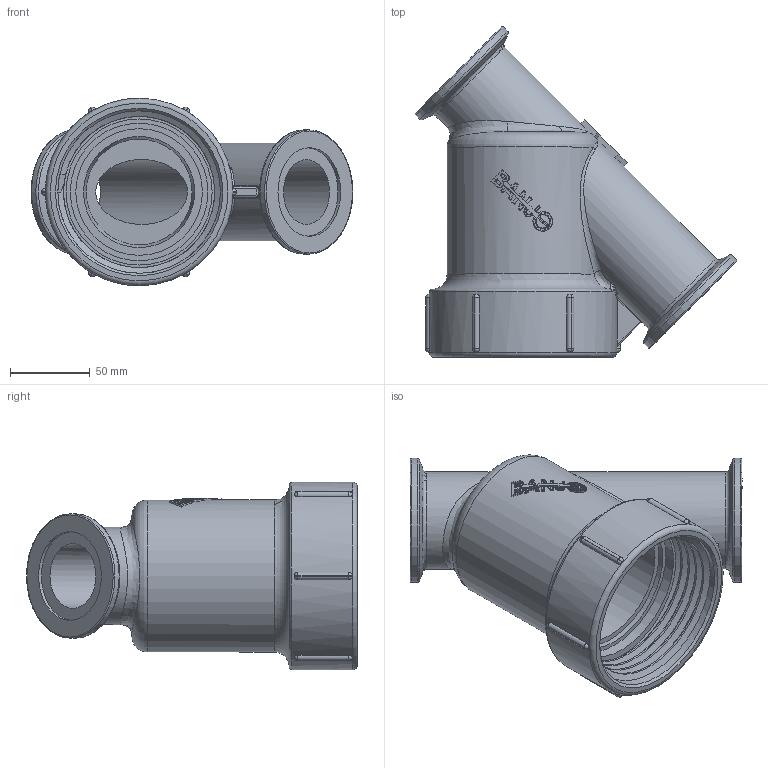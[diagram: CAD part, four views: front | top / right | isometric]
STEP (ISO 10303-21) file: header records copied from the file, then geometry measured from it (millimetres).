
FILE_DESCRIPTION(/* description */ ('2" LINE STRAINER BODY'),/* implementation_level */ '2;1');
FILE_NAME(/* name */ 'MLS200B.stp',/* time_stamp */ '2014-10-24T11:23:50-04:00',/* author */ ('MJC'),/* organization */ (''),/* preprocessor_version */ 'ST-DEVELOPER v15.2',/* originating_system */ 'Autodesk Inventor 2014',/* authorisation */ '');
FILE_SCHEMA (('AUTOMOTIVE_DESIGN { 1 0 10303 214 3 1 1 }'));
Length unit declared in the file: inch
Products named in the file (1): MLS200B
Bounding box: 201.59 x 207.36 x 117.47 mm (x, y, z)
Volume: 625448.6 mm3; surface area: 150966.6 mm2
Topology: 1 solids, 1 shells, 419 faces, 1095 edges, 705 vertices
Faces by surface type: plane 218, cylinder 129, bspline 31, sphere 24, torus 13, cone 4
Full cylindrical faces by diameter (mm): 40.64 x2, 55.626 x2, 60.96 x2, 77.978 x2, 79.375 x1, 86.233 x1, 91.567 x1, 101.854 x3, 117.475 x1
Entity records: 15811 total; most frequent: CARTESIAN_POINT 5747, DIRECTION 2112, ORIENTED_EDGE 2102, EDGE_CURVE 1051, AXIS2_PLACEMENT_3D 892, VERTEX_POINT 700, EDGE_LOOP 483, ADVANCED_FACE 416
